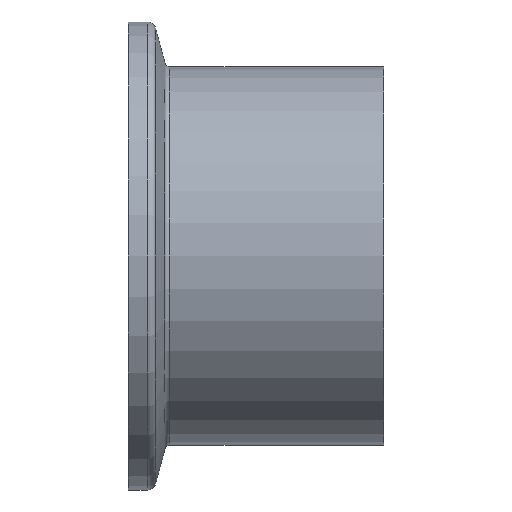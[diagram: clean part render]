
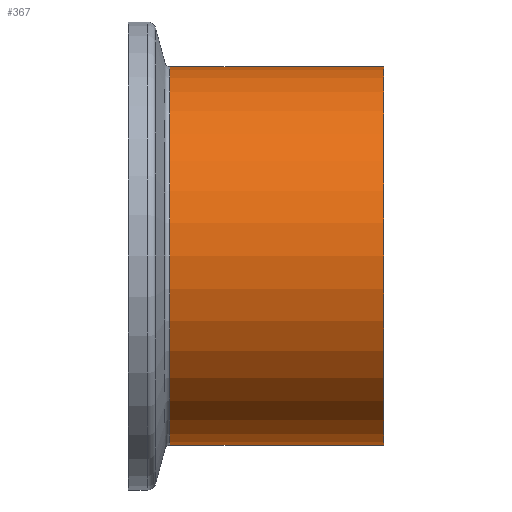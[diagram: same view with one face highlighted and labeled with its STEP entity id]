
A CAD part, front view. The second image highlights one B-rep face of the part: STEP entity #367.
In plain terms, the highlighted cylindrical face has radius 22.25 mm (diameter 44.5 mm), a partial arc.
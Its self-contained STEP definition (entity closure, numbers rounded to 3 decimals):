
#9 = FACE_OUTER_BOUND ( 'NONE', #100, .T. ) ;
#21 = DIRECTION ( 'NONE',  ( -1., 0., 0. ) ) ;
#35 = VERTEX_POINT ( 'NONE', #46 ) ;
#46 = CARTESIAN_POINT ( 'NONE',  ( 30., 0., -22.25 ) ) ;
#47 = CARTESIAN_POINT ( 'NONE',  ( 0., 0., -22.25 ) ) ;
#84 = ORIENTED_EDGE ( 'NONE', *, *, #374, .F. ) ;
#100 = EDGE_LOOP ( 'NONE', ( #84, #193, #124, #155 ) ) ;
#104 = VERTEX_POINT ( 'NONE', #489 ) ;
#120 = EDGE_CURVE ( 'NONE', #104, #432, #360, .T. ) ;
#124 = ORIENTED_EDGE ( 'NONE', *, *, #490, .T. ) ;
#155 = ORIENTED_EDGE ( 'NONE', *, *, #120, .F. ) ;
#177 = CIRCLE ( 'NONE', #219, 22.25 ) ;
#178 = VECTOR ( 'NONE', #21, 1000. ) ;
#181 = AXIS2_PLACEMENT_3D ( 'NONE', #543, #462, #404 ) ;
#193 = ORIENTED_EDGE ( 'NONE', *, *, #433, .T. ) ;
#219 = AXIS2_PLACEMENT_3D ( 'NONE', #327, #331, #334 ) ;
#236 = VERTEX_POINT ( 'NONE', #381 ) ;
#240 = CARTESIAN_POINT ( 'NONE',  ( 4.867, 0., 22.25 ) ) ;
#263 = LINE ( 'NONE', #47, #458 ) ;
#277 = LINE ( 'NONE', #482, #178 ) ;
#327 = CARTESIAN_POINT ( 'NONE',  ( 30., 0., 0. ) ) ;
#331 = DIRECTION ( 'NONE',  ( -1., 0., 0. ) ) ;
#334 = DIRECTION ( 'NONE',  ( 0., 0., 1. ) ) ;
#360 = CIRCLE ( 'NONE', #515, 22.25 ) ;
#367 = ADVANCED_FACE ( 'NONE', ( #9 ), #465, .T. ) ;
#374 = EDGE_CURVE ( 'NONE', #35, #104, #263, .T. ) ;
#381 = CARTESIAN_POINT ( 'NONE',  ( 30., 0., 22.25 ) ) ;
#404 = DIRECTION ( 'NONE',  ( 0., 0., 1. ) ) ;
#409 = DIRECTION ( 'NONE',  ( -1., 0., 0. ) ) ;
#432 = VERTEX_POINT ( 'NONE', #240 ) ;
#433 = EDGE_CURVE ( 'NONE', #35, #236, #177, .T. ) ;
#448 = DIRECTION ( 'NONE',  ( 0., 0., 1. ) ) ;
#453 = DIRECTION ( 'NONE',  ( -1., 0., 0. ) ) ;
#455 = CARTESIAN_POINT ( 'NONE',  ( 4.867, 0., 0. ) ) ;
#458 = VECTOR ( 'NONE', #409, 1000. ) ;
#462 = DIRECTION ( 'NONE',  ( -1., 0., 0. ) ) ;
#465 = CYLINDRICAL_SURFACE ( 'NONE', #181, 22.25 ) ;
#482 = CARTESIAN_POINT ( 'NONE',  ( 0., 0., 22.25 ) ) ;
#489 = CARTESIAN_POINT ( 'NONE',  ( 4.867, 0., -22.25 ) ) ;
#490 = EDGE_CURVE ( 'NONE', #236, #432, #277, .T. ) ;
#515 = AXIS2_PLACEMENT_3D ( 'NONE', #455, #453, #448 ) ;
#543 = CARTESIAN_POINT ( 'NONE',  ( 0., 0., 0. ) ) ;
